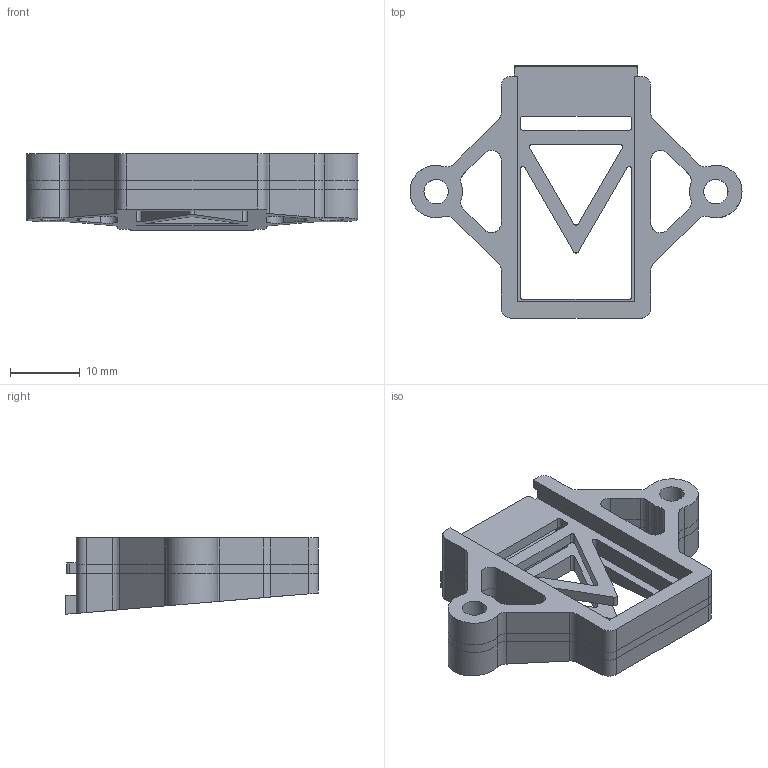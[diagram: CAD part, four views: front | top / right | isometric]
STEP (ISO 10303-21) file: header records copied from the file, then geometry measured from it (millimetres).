
FILE_DESCRIPTION(/* description */ (''),/* implementation_level */ '2;1');
FILE_NAME(/* name */ 'VOID16 Redux - Pro Micro - Angled.step',/* time_stamp */ '2023-06-13T13:00:18+03:00',/* author */ (''),/* organization */ (''),/* preprocessor_version */ 'ST-DEVELOPER v19.2',/* originating_system */ 'Autodesk Translation Framework v12.6.0.85',/* authorisation */ '');
FILE_SCHEMA (('AUTOMOTIVE_DESIGN { 1 0 10303 214 3 1 1 }'));
Length unit declared in the file: millimetre
Products named in the file (3): VOID16 Redux; VOID16 Redux Flat Controller Mount; VOID16 Redux Angled Controller Mount
Assembly tree (2 placements, depth 2):
  VOID16 Redux
    VOID16 Redux Flat Controller Mount
    VOID16 Redux Angled Controller Mount
Bounding box: 47.5 x 36.1 x 10.94 mm (x, y, z)
Volume: 4407.7 mm3; surface area: 6055.9 mm2
Topology: 2 solids, 2 shells, 170 faces, 490 edges, 324 vertices
Faces by surface type: plane 88, cylinder 82
Full cylindrical faces by diameter (mm): 3.5 x4
Entity records: 5733 total; most frequent: DIRECTION 1004, CARTESIAN_POINT 989, ORIENTED_EDGE 980, EDGE_CURVE 490, AXIS2_PLACEMENT_3D 339, LINE 326, VECTOR 326, VERTEX_POINT 324
